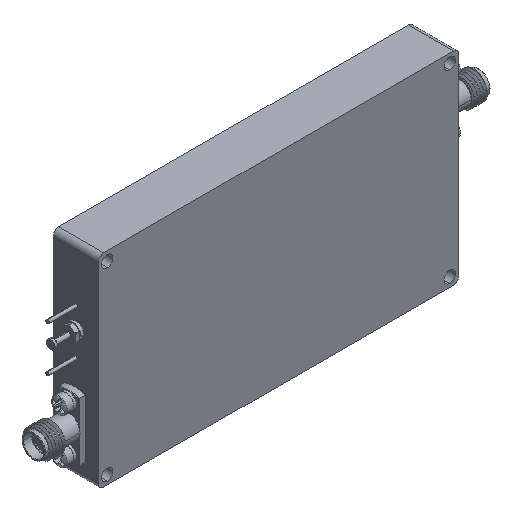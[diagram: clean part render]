
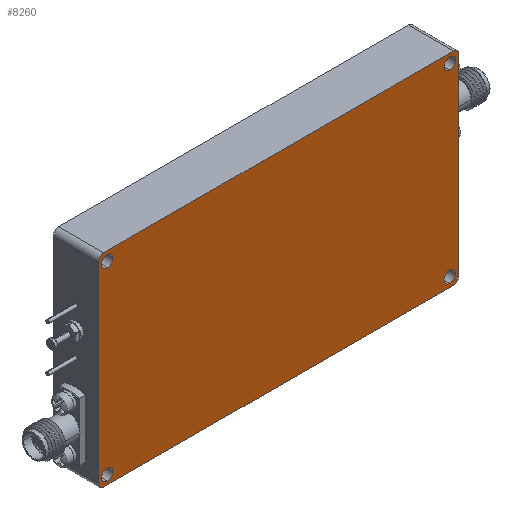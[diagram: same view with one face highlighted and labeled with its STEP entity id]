
A CAD part, isometric view. The second image highlights one B-rep face of the part: STEP entity #8260.
In plain terms, the highlighted planar face has unit normal (0, -1, 0).
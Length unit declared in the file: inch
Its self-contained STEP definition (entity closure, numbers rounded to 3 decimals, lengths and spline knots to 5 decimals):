
#204 = ORIENTED_EDGE ( 'NONE', *, *, #46887, .T. ) ;
#255 = LINE ( 'NONE', #22993, #39320 ) ;
#296 = EDGE_CURVE ( 'NONE', #44325, #31320, #4586, .T. ) ;
#300 = ORIENTED_EDGE ( 'NONE', *, *, #23539, .T. ) ;
#436 = CARTESIAN_POINT ( 'NONE',  ( -1.52, 0., -0.87 ) ) ;
#445 = VERTEX_POINT ( 'NONE', #35485 ) ;
#663 = VERTEX_POINT ( 'NONE', #21059 ) ;
#1043 = CARTESIAN_POINT ( 'NONE',  ( -1.52, 0., 0.77 ) ) ;
#1087 = AXIS2_PLACEMENT_3D ( 'NONE', #26844, #33947, #26614 ) ;
#1573 = VERTEX_POINT ( 'NONE', #16898 ) ;
#1770 = DIRECTION ( 'NONE',  ( 0., 0., 1. ) ) ;
#2275 = DIRECTION ( 'NONE',  ( 0., 0., 1. ) ) ;
#2353 = VERTEX_POINT ( 'NONE', #22945 ) ;
#2680 = CARTESIAN_POINT ( 'NONE',  ( -1.6, 0., 0.85 ) ) ;
#3213 = LINE ( 'NONE', #41879, #43437 ) ;
#3521 = EDGE_LOOP ( 'NONE', ( #44452, #300 ) ) ;
#3694 = AXIS2_PLACEMENT_3D ( 'NONE', #35379, #19260, #38912 ) ;
#4011 = DIRECTION ( 'NONE',  ( 0., 0., 1. ) ) ;
#4586 = CIRCLE ( 'NONE', #45733, 0.05 ) ;
#5210 = AXIS2_PLACEMENT_3D ( 'NONE', #16170, #19685, #12620 ) ;
#5345 = CIRCLE ( 'NONE', #11054, 0.05 ) ;
#5427 = DIRECTION ( 'NONE',  ( 0., 0., 1. ) ) ;
#5509 = EDGE_CURVE ( 'NONE', #50006, #23846, #25428, .T. ) ;
#6052 = CIRCLE ( 'NONE', #12547, 0.05 ) ;
#6398 = CIRCLE ( 'NONE', #32105, 0.05 ) ;
#6548 = EDGE_CURVE ( 'NONE', #12224, #29436, #6052, .T. ) ;
#7344 = CARTESIAN_POINT ( 'NONE',  ( -1.52, 0., -0.82 ) ) ;
#7417 = EDGE_CURVE ( 'NONE', #1573, #45038, #34019, .T. ) ;
#7440 = FACE_BOUND ( 'NONE', #3521, .T. ) ;
#8260 = ADVANCED_FACE ( 'NONE', ( #42362, #35032, #15864, #7440, #49885 ), #11504, .F. ) ;
#8991 = DIRECTION ( 'NONE',  ( 0., 0., 1. ) ) ;
#9796 = CIRCLE ( 'NONE', #36384, 0.05 ) ;
#10122 = DIRECTION ( 'NONE',  ( 0., 1., 0. ) ) ;
#10483 = EDGE_CURVE ( 'NONE', #29436, #2353, #17074, .T. ) ;
#10517 = ORIENTED_EDGE ( 'NONE', *, *, #20830, .T. ) ;
#10796 = CARTESIAN_POINT ( 'NONE',  ( -1.55, 0., -0.85 ) ) ;
#11054 = AXIS2_PLACEMENT_3D ( 'NONE', #7344, #10122, #2275 ) ;
#11082 = CARTESIAN_POINT ( 'NONE',  ( 1.6, 0., 0. ) ) ;
#11504 = PLANE ( 'NONE',  #1087 ) ;
#12224 = VERTEX_POINT ( 'NONE', #49859 ) ;
#12547 = AXIS2_PLACEMENT_3D ( 'NONE', #10796, #33776, #25911 ) ;
#12620 = DIRECTION ( 'NONE',  ( 0., 0., 1. ) ) ;
#13324 = ORIENTED_EDGE ( 'NONE', *, *, #31257, .T. ) ;
#13544 = CARTESIAN_POINT ( 'NONE',  ( 0., 0., -0.9 ) ) ;
#13580 = EDGE_CURVE ( 'NONE', #34109, #445, #255, .T. ) ;
#14104 = DIRECTION ( 'NONE',  ( 0., 0., -1. ) ) ;
#15353 = EDGE_CURVE ( 'NONE', #44235, #663, #21034, .T. ) ;
#15443 = DIRECTION ( 'NONE',  ( 0., 1., 0. ) ) ;
#15864 = FACE_BOUND ( 'NONE', #18586, .T. ) ;
#15948 = EDGE_CURVE ( 'NONE', #49001, #45761, #9796, .T. ) ;
#16170 = CARTESIAN_POINT ( 'NONE',  ( 1.55, 0., 0.85 ) ) ;
#16578 = CARTESIAN_POINT ( 'NONE',  ( 1.52, 0., 0.82 ) ) ;
#16898 = CARTESIAN_POINT ( 'NONE',  ( 1.6, 0., 0.85 ) ) ;
#17065 = DIRECTION ( 'NONE',  ( 0., 0., 1. ) ) ;
#17074 = LINE ( 'NONE', #13544, #37018 ) ;
#17301 = CARTESIAN_POINT ( 'NONE',  ( 1.52, 0., 0.82 ) ) ;
#18306 = CIRCLE ( 'NONE', #47330, 0.05 ) ;
#18491 = EDGE_CURVE ( 'NONE', #34109, #48388, #6398, .T. ) ;
#18586 = EDGE_LOOP ( 'NONE', ( #13324, #36719 ) ) ;
#18695 = AXIS2_PLACEMENT_3D ( 'NONE', #24743, #40664, #1770 ) ;
#18911 = ORIENTED_EDGE ( 'NONE', *, *, #296, .T. ) ;
#19260 = DIRECTION ( 'NONE',  ( 0., -1., 0. ) ) ;
#19277 = DIRECTION ( 'NONE',  ( 1., 0., 0. ) ) ;
#19685 = DIRECTION ( 'NONE',  ( 0., 1., 0. ) ) ;
#20055 = ORIENTED_EDGE ( 'NONE', *, *, #34647, .T. ) ;
#20830 = EDGE_CURVE ( 'NONE', #2353, #45038, #39993, .T. ) ;
#20840 = DIRECTION ( 'NONE',  ( 0., -1., 0. ) ) ;
#20927 = ORIENTED_EDGE ( 'NONE', *, *, #7417, .F. ) ;
#21034 = CIRCLE ( 'NONE', #42840, 0.05 ) ;
#21059 = CARTESIAN_POINT ( 'NONE',  ( 1.52, 0., -0.87 ) ) ;
#22277 = ORIENTED_EDGE ( 'NONE', *, *, #27892, .F. ) ;
#22752 = ORIENTED_EDGE ( 'NONE', *, *, #25102, .T. ) ;
#22945 = CARTESIAN_POINT ( 'NONE',  ( 1.55, 0., -0.9 ) ) ;
#22993 = CARTESIAN_POINT ( 'NONE',  ( 0., 0., 0.9 ) ) ;
#23539 = EDGE_CURVE ( 'NONE', #45761, #49001, #28750, .T. ) ;
#23846 = VERTEX_POINT ( 'NONE', #1043 ) ;
#24640 = EDGE_LOOP ( 'NONE', ( #20055, #37593 ) ) ;
#24743 = CARTESIAN_POINT ( 'NONE',  ( 1.52, 0., -0.82 ) ) ;
#25102 = EDGE_CURVE ( 'NONE', #48388, #12224, #3213, .T. ) ;
#25122 = DIRECTION ( 'NONE',  ( 0., 1., 0. ) ) ;
#25428 = CIRCLE ( 'NONE', #49679, 0.05 ) ;
#25911 = DIRECTION ( 'NONE',  ( 0., 0., 1. ) ) ;
#26015 = DIRECTION ( 'NONE',  ( 0., 1., 0. ) ) ;
#26614 = DIRECTION ( 'NONE',  ( 0., 0., 1. ) ) ;
#26844 = CARTESIAN_POINT ( 'NONE',  ( 0., 0., 0. ) ) ;
#26868 = ORIENTED_EDGE ( 'NONE', *, *, #13580, .F. ) ;
#27171 = ORIENTED_EDGE ( 'NONE', *, *, #10483, .T. ) ;
#27240 = CARTESIAN_POINT ( 'NONE',  ( -1.52, 0., 0.82 ) ) ;
#27892 = EDGE_CURVE ( 'NONE', #445, #1573, #47957, .T. ) ;
#28750 = CIRCLE ( 'NONE', #45731, 0.05 ) ;
#28894 = DIRECTION ( 'NONE',  ( 0., 1., 0. ) ) ;
#29256 = ORIENTED_EDGE ( 'NONE', *, *, #6548, .T. ) ;
#29436 = VERTEX_POINT ( 'NONE', #38101 ) ;
#29932 = DIRECTION ( 'NONE',  ( 0., 1., 0. ) ) ;
#30430 = CARTESIAN_POINT ( 'NONE',  ( 1.52, 0., -0.82 ) ) ;
#30688 = CARTESIAN_POINT ( 'NONE',  ( 1.6, 0., -0.85 ) ) ;
#31257 = EDGE_CURVE ( 'NONE', #23846, #50006, #18306, .T. ) ;
#31320 = VERTEX_POINT ( 'NONE', #436 ) ;
#31947 = DIRECTION ( 'NONE',  ( 0., 1., 0. ) ) ;
#32105 = AXIS2_PLACEMENT_3D ( 'NONE', #39537, #20840, #5427 ) ;
#32434 = DIRECTION ( 'NONE',  ( 1., 0., 0. ) ) ;
#33776 = DIRECTION ( 'NONE',  ( 0., -1., 0. ) ) ;
#33947 = DIRECTION ( 'NONE',  ( 0., 1., 0. ) ) ;
#34019 = LINE ( 'NONE', #11082, #37097 ) ;
#34109 = VERTEX_POINT ( 'NONE', #48193 ) ;
#34214 = DIRECTION ( 'NONE',  ( 0., 0., 1. ) ) ;
#34354 = CARTESIAN_POINT ( 'NONE',  ( 1.52, 0., 0.87 ) ) ;
#34647 = EDGE_CURVE ( 'NONE', #663, #44235, #39647, .T. ) ;
#34856 = CARTESIAN_POINT ( 'NONE',  ( -1.52, 0., 0.82 ) ) ;
#35032 = FACE_BOUND ( 'NONE', #49651, .T. ) ;
#35379 = CARTESIAN_POINT ( 'NONE',  ( 1.55, 0., -0.85 ) ) ;
#35485 = CARTESIAN_POINT ( 'NONE',  ( 1.55, 0., 0.9 ) ) ;
#35522 = EDGE_LOOP ( 'NONE', ( #29256, #27171, #10517, #20927, #22277, #26868, #45908, #22752 ) ) ;
#36384 = AXIS2_PLACEMENT_3D ( 'NONE', #16578, #31947, #8991 ) ;
#36719 = ORIENTED_EDGE ( 'NONE', *, *, #5509, .T. ) ;
#37018 = VECTOR ( 'NONE', #32434, 39.37008 ) ;
#37097 = VECTOR ( 'NONE', #14104, 39.37008 ) ;
#37593 = ORIENTED_EDGE ( 'NONE', *, *, #15353, .T. ) ;
#38101 = CARTESIAN_POINT ( 'NONE',  ( -1.55, 0., -0.9 ) ) ;
#38362 = CARTESIAN_POINT ( 'NONE',  ( -1.52, 0., 0.87 ) ) ;
#38384 = DIRECTION ( 'NONE',  ( 0., 0., 1. ) ) ;
#38912 = DIRECTION ( 'NONE',  ( 0., 0., 1. ) ) ;
#39320 = VECTOR ( 'NONE', #19277, 39.37008 ) ;
#39537 = CARTESIAN_POINT ( 'NONE',  ( -1.55, 0., 0.85 ) ) ;
#39647 = CIRCLE ( 'NONE', #18695, 0.05 ) ;
#39993 = CIRCLE ( 'NONE', #3694, 0.05 ) ;
#40545 = DIRECTION ( 'NONE',  ( 0., 0., 1. ) ) ;
#40664 = DIRECTION ( 'NONE',  ( 0., 1., 0. ) ) ;
#41366 = DIRECTION ( 'NONE',  ( 0., 0., -1. ) ) ;
#41879 = CARTESIAN_POINT ( 'NONE',  ( -1.6, 0., 0. ) ) ;
#42362 = FACE_OUTER_BOUND ( 'NONE', #35522, .T. ) ;
#42840 = AXIS2_PLACEMENT_3D ( 'NONE', #30430, #29932, #34214 ) ;
#43437 = VECTOR ( 'NONE', #41366, 39.37008 ) ;
#43626 = CARTESIAN_POINT ( 'NONE',  ( -1.52, 0., -0.77 ) ) ;
#44235 = VERTEX_POINT ( 'NONE', #46888 ) ;
#44325 = VERTEX_POINT ( 'NONE', #43626 ) ;
#44371 = CARTESIAN_POINT ( 'NONE',  ( -1.52, 0., -0.82 ) ) ;
#44452 = ORIENTED_EDGE ( 'NONE', *, *, #15948, .T. ) ;
#45038 = VERTEX_POINT ( 'NONE', #30688 ) ;
#45731 = AXIS2_PLACEMENT_3D ( 'NONE', #17301, #28894, #17065 ) ;
#45733 = AXIS2_PLACEMENT_3D ( 'NONE', #44371, #25122, #40545 ) ;
#45761 = VERTEX_POINT ( 'NONE', #34354 ) ;
#45908 = ORIENTED_EDGE ( 'NONE', *, *, #18491, .T. ) ;
#46024 = CARTESIAN_POINT ( 'NONE',  ( 1.52, 0., 0.77 ) ) ;
#46887 = EDGE_CURVE ( 'NONE', #31320, #44325, #5345, .T. ) ;
#46888 = CARTESIAN_POINT ( 'NONE',  ( 1.52, 0., -0.77 ) ) ;
#47330 = AXIS2_PLACEMENT_3D ( 'NONE', #27240, #26015, #4011 ) ;
#47957 = CIRCLE ( 'NONE', #5210, 0.05 ) ;
#48193 = CARTESIAN_POINT ( 'NONE',  ( -1.55, 0., 0.9 ) ) ;
#48388 = VERTEX_POINT ( 'NONE', #2680 ) ;
#49001 = VERTEX_POINT ( 'NONE', #46024 ) ;
#49651 = EDGE_LOOP ( 'NONE', ( #204, #18911 ) ) ;
#49679 = AXIS2_PLACEMENT_3D ( 'NONE', #34856, #15443, #38384 ) ;
#49859 = CARTESIAN_POINT ( 'NONE',  ( -1.6, 0., -0.85 ) ) ;
#49885 = FACE_BOUND ( 'NONE', #24640, .T. ) ;
#50006 = VERTEX_POINT ( 'NONE', #38362 ) ;
